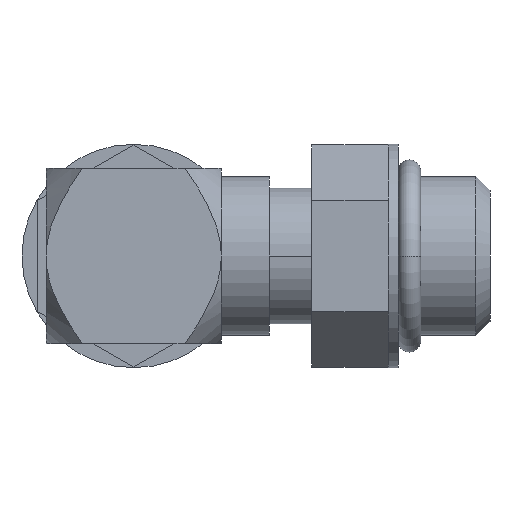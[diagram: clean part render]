
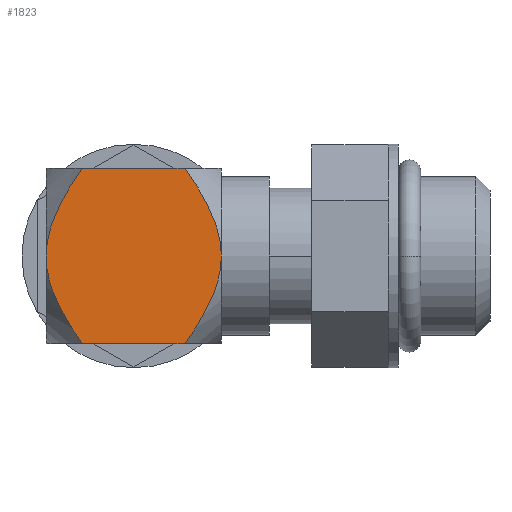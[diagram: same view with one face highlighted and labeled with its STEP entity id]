
A CAD part, front view. The second image highlights one B-rep face of the part: STEP entity #1823.
In plain terms, the highlighted planar face has unit normal (0, -1, 0).
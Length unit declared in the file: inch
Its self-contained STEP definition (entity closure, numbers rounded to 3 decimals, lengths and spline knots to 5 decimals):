
#116=CARTESIAN_POINT('',(0.18159,0.,0.31));
#117=CARTESIAN_POINT('',(0.19261,0.,0.29442));
#118=CARTESIAN_POINT('',(0.21293,0.,0.2645));
#119=CARTESIAN_POINT('',(0.23829,0.,0.22346));
#120=CARTESIAN_POINT('',(0.25892,0.,0.186));
#121=CARTESIAN_POINT('',(0.27536,0.,0.15156));
#122=CARTESIAN_POINT('',(0.28825,0.,0.11935));
#123=CARTESIAN_POINT('',(0.29803,0.,0.08858));
#124=CARTESIAN_POINT('',(0.30495,0.,0.05867));
#125=CARTESIAN_POINT('',(0.30908,0.,0.02924));
#126=CARTESIAN_POINT('',(0.31,0.,0.00972));
#127=CARTESIAN_POINT('',(0.31,0.,0.));
#133=CARTESIAN_POINT('',(0.31,0.,0.));
#134=CARTESIAN_POINT('',(0.31,0.,-0.01092));
#135=CARTESIAN_POINT('',(0.30884,0.,-0.03288));
#136=CARTESIAN_POINT('',(0.30361,0.,-0.06601));
#137=CARTESIAN_POINT('',(0.29486,0.,-0.09985));
#138=CARTESIAN_POINT('',(0.28242,0.,-0.13499));
#139=CARTESIAN_POINT('',(0.26584,0.,-0.17239));
#140=CARTESIAN_POINT('',(0.24419,0.,-0.21343));
#141=CARTESIAN_POINT('',(0.21669,0.,-0.25887));
#142=CARTESIAN_POINT('',(0.19401,0.,-0.29244));
#143=CARTESIAN_POINT('',(0.18159,0.,-0.31));
#148=DIRECTION('',(-1.,0.,0.));
#149=VECTOR('',#148,0.36319);
#150=CARTESIAN_POINT('',(0.18159,0.,-0.31));
#151=LINE('',#150,#149);
#155=CARTESIAN_POINT('',(-0.31,0.,0.));
#156=CARTESIAN_POINT('',(-0.31,0.,-0.01092));
#157=CARTESIAN_POINT('',(-0.30884,0.,-0.03288));
#158=CARTESIAN_POINT('',(-0.30361,0.,-0.06601));
#159=CARTESIAN_POINT('',(-0.29486,0.,-0.09985));
#160=CARTESIAN_POINT('',(-0.28242,0.,-0.13499));
#161=CARTESIAN_POINT('',(-0.26584,0.,-0.17239));
#162=CARTESIAN_POINT('',(-0.24419,0.,-0.21343));
#163=CARTESIAN_POINT('',(-0.21669,0.,-0.25887));
#164=CARTESIAN_POINT('',(-0.19401,0.,-0.29244));
#165=CARTESIAN_POINT('',(-0.18159,0.,-0.31));
#170=CARTESIAN_POINT('',(-0.18159,0.,0.31));
#171=CARTESIAN_POINT('',(-0.19261,0.,0.29442));
#172=CARTESIAN_POINT('',(-0.21293,0.,0.2645));
#173=CARTESIAN_POINT('',(-0.23829,0.,0.22346));
#174=CARTESIAN_POINT('',(-0.25892,0.,0.186));
#175=CARTESIAN_POINT('',(-0.27536,0.,0.15156));
#176=CARTESIAN_POINT('',(-0.28825,0.,0.11935));
#177=CARTESIAN_POINT('',(-0.29803,0.,0.08858));
#178=CARTESIAN_POINT('',(-0.30495,0.,0.05867));
#179=CARTESIAN_POINT('',(-0.30908,0.,0.02924));
#180=CARTESIAN_POINT('',(-0.31,0.,0.00972));
#181=CARTESIAN_POINT('',(-0.31,0.,0.));
#186=DIRECTION('',(1.,0.,0.));
#187=VECTOR('',#186,0.36319);
#188=CARTESIAN_POINT('',(-0.18159,0.,0.31));
#189=LINE('',#188,#187);
#1604=VERTEX_POINT('',#116);
#1605=VERTEX_POINT('',#127);
#1606=VERTEX_POINT('',#143);
#1607=VERTEX_POINT('',#170);
#1608=VERTEX_POINT('',#181);
#1609=VERTEX_POINT('',#165);
#1804=CARTESIAN_POINT('',(0.,0.,0.));
#1805=DIRECTION('',(0.,1.,0.));
#1806=DIRECTION('',(0.,0.,-1.));
#1807=AXIS2_PLACEMENT_3D('',#1804,#1805,#1806);
#1808=PLANE('',#1807);
#1810=ORIENTED_EDGE('',*,*,#1809,.T.);
#1812=ORIENTED_EDGE('',*,*,#1811,.T.);
#1814=ORIENTED_EDGE('',*,*,#1813,.T.);
#1816=ORIENTED_EDGE('',*,*,#1815,.F.);
#1818=ORIENTED_EDGE('',*,*,#1817,.F.);
#1820=ORIENTED_EDGE('',*,*,#1819,.T.);
#1821=EDGE_LOOP('',(#1810,#1812,#1814,#1816,#1818,#1820));
#1822=FACE_OUTER_BOUND('',#1821,.F.);
#1823=ADVANCED_FACE('',(#1822),#1808,.F.);
#128=B_SPLINE_CURVE_WITH_KNOTS('',3,(#116,#117,#118,#119,#120,#121,#122,#123,
#124,#125,#126,#127),.UNSPECIFIED.,.F.,.F.,(4,1,1,1,1,1,1,1,1,4),(0.,
0.11111,0.22222,0.33333,0.44444,
0.55556,0.66667,0.77778,0.88889,1.),
.UNSPECIFIED.);
#144=B_SPLINE_CURVE_WITH_KNOTS('',3,(#133,#134,#135,#136,#137,#138,#139,#140,
#141,#142,#143),.UNSPECIFIED.,.F.,.F.,(4,1,1,1,1,1,1,1,4),(0.,0.125,0.25,
0.375,0.5,0.625,0.75,0.875,1.),.UNSPECIFIED.);
#166=B_SPLINE_CURVE_WITH_KNOTS('',3,(#155,#156,#157,#158,#159,#160,#161,#162,
#163,#164,#165),.UNSPECIFIED.,.F.,.F.,(4,1,1,1,1,1,1,1,4),(0.,0.125,0.25,
0.375,0.5,0.625,0.75,0.875,1.),.UNSPECIFIED.);
#182=B_SPLINE_CURVE_WITH_KNOTS('',3,(#170,#171,#172,#173,#174,#175,#176,#177,
#178,#179,#180,#181),.UNSPECIFIED.,.F.,.F.,(4,1,1,1,1,1,1,1,1,4),(0.,
0.11111,0.22222,0.33333,0.44444,
0.55556,0.66667,0.77778,0.88889,1.),
.UNSPECIFIED.);
#1809=EDGE_CURVE('',#1604,#1605,#128,.T.);
#1811=EDGE_CURVE('',#1605,#1606,#144,.T.);
#1813=EDGE_CURVE('',#1606,#1609,#151,.T.);
#1815=EDGE_CURVE('',#1608,#1609,#166,.T.);
#1817=EDGE_CURVE('',#1607,#1608,#182,.T.);
#1819=EDGE_CURVE('',#1607,#1604,#189,.T.);
